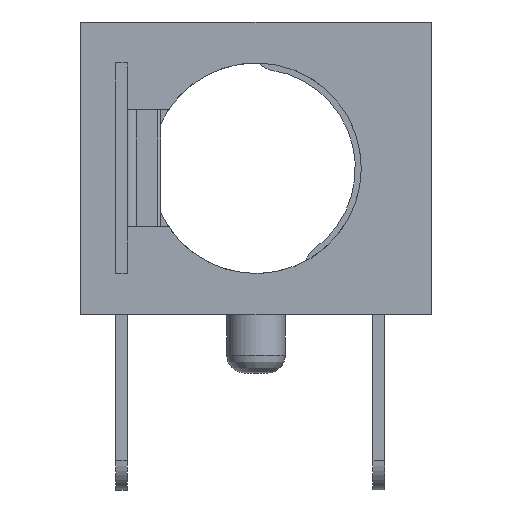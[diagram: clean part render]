
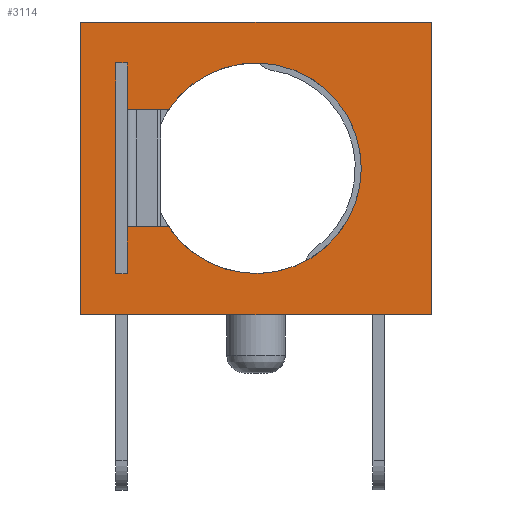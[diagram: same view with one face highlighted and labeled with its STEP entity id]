
A CAD part, front view. The second image highlights one B-rep face of the part: STEP entity #3114.
In plain terms, the highlighted planar face has unit normal (0, -1, 0).
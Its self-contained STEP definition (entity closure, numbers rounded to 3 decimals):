
#24=FACE_BOUND('',#1098,.T.);
#44=PLANE('',#3300);
#167=LINE('',#4568,#534);
#170=LINE('',#4575,#537);
#175=LINE('',#4583,#542);
#182=LINE('',#4596,#549);
#183=LINE('',#4600,#550);
#184=LINE('',#4602,#551);
#185=LINE('',#4604,#552);
#186=LINE('',#4605,#553);
#187=LINE('',#4607,#554);
#188=LINE('',#4609,#555);
#189=LINE('',#4614,#556);
#534=VECTOR('',#3607,10.);
#537=VECTOR('',#3612,10.);
#542=VECTOR('',#3619,10.);
#549=VECTOR('',#3630,10.);
#550=VECTOR('',#3633,10.);
#551=VECTOR('',#3634,10.);
#552=VECTOR('',#3635,10.);
#553=VECTOR('',#3636,10.);
#554=VECTOR('',#3637,10.);
#555=VECTOR('',#3638,10.);
#556=VECTOR('',#3643,10.);
#938=FACE_OUTER_BOUND('',#1097,.T.);
#1097=EDGE_LOOP('',(#2213,#2214,#2215,#2216));
#1098=EDGE_LOOP('',(#2217,#2218,#2219,#2220,#2221,#2222,#2223,#2224,#2225));
#1259=CIRCLE('',#3301,1.8);
#1260=CIRCLE('',#3302,1.8);
#1383=VERTEX_POINT('',#4565);
#1384=VERTEX_POINT('',#4567);
#1385=VERTEX_POINT('',#4571);
#1387=VERTEX_POINT('',#4574);
#1389=VERTEX_POINT('',#4580);
#1394=VERTEX_POINT('',#4598);
#1395=VERTEX_POINT('',#4599);
#1396=VERTEX_POINT('',#4601);
#1397=VERTEX_POINT('',#4603);
#1398=VERTEX_POINT('',#4606);
#1399=VERTEX_POINT('',#4608);
#1400=VERTEX_POINT('',#4610);
#1401=VERTEX_POINT('',#4612);
#1701=EDGE_CURVE('',#1384,#1383,#167,.T.);
#1704=EDGE_CURVE('',#1387,#1385,#170,.T.);
#1709=EDGE_CURVE('',#1389,#1387,#175,.T.);
#1716=EDGE_CURVE('',#1383,#1389,#182,.T.);
#1717=EDGE_CURVE('',#1394,#1395,#183,.T.);
#1718=EDGE_CURVE('',#1394,#1396,#184,.T.);
#1719=EDGE_CURVE('',#1397,#1396,#185,.T.);
#1720=EDGE_CURVE('',#1395,#1397,#186,.T.);
#1721=EDGE_CURVE('',#1398,#1384,#187,.T.);
#1722=EDGE_CURVE('',#1385,#1399,#188,.T.);
#1723=EDGE_CURVE('',#1399,#1400,#1259,.T.);
#1724=EDGE_CURVE('',#1400,#1401,#1260,.T.);
#1725=EDGE_CURVE('',#1401,#1398,#189,.T.);
#2213=ORIENTED_EDGE('',*,*,#1717,.F.);
#2214=ORIENTED_EDGE('',*,*,#1718,.T.);
#2215=ORIENTED_EDGE('',*,*,#1719,.F.);
#2216=ORIENTED_EDGE('',*,*,#1720,.F.);
#2217=ORIENTED_EDGE('',*,*,#1721,.T.);
#2218=ORIENTED_EDGE('',*,*,#1701,.T.);
#2219=ORIENTED_EDGE('',*,*,#1716,.T.);
#2220=ORIENTED_EDGE('',*,*,#1709,.T.);
#2221=ORIENTED_EDGE('',*,*,#1704,.T.);
#2222=ORIENTED_EDGE('',*,*,#1722,.T.);
#2223=ORIENTED_EDGE('',*,*,#1723,.T.);
#2224=ORIENTED_EDGE('',*,*,#1724,.T.);
#2225=ORIENTED_EDGE('',*,*,#1725,.T.);
#3114=ADVANCED_FACE('',(#938,#24),#44,.T.);
#3300=AXIS2_PLACEMENT_3D('',#4597,#3631,#3632);
#3301=AXIS2_PLACEMENT_3D('',#4611,#3639,#3640);
#3302=AXIS2_PLACEMENT_3D('',#4613,#3641,#3642);
#3607=DIRECTION('',(-1.,0.,0.));
#3612=DIRECTION('',(0.,0.,-1.));
#3619=DIRECTION('',(1.,0.,0.));
#3630=DIRECTION('',(0.,0.,1.));
#3631=DIRECTION('center_axis',(0.,-1.,0.));
#3632=DIRECTION('ref_axis',(1.,0.,0.));
#3633=DIRECTION('',(-1.,0.,0.));
#3634=DIRECTION('',(0.,0.,1.));
#3635=DIRECTION('',(1.,0.,0.));
#3636=DIRECTION('',(0.,0.,1.));
#3637=DIRECTION('',(0.,0.,-1.));
#3638=DIRECTION('',(1.,0.,0.));
#3639=DIRECTION('center_axis',(0.,1.,0.));
#3640=DIRECTION('ref_axis',(-1.,0.,0.));
#3641=DIRECTION('center_axis',(0.,1.,0.));
#3642=DIRECTION('ref_axis',(-1.,0.,0.));
#3643=DIRECTION('',(-1.,0.,0.));
#4565=CARTESIAN_POINT('',(-2.4,-4.05,0.7));
#4567=CARTESIAN_POINT('',(-2.2,-4.05,0.7));
#4568=CARTESIAN_POINT('',(-2.7,-4.05,0.7));
#4571=CARTESIAN_POINT('',(-2.2,-4.05,3.5));
#4574=CARTESIAN_POINT('',(-2.2,-4.05,4.3));
#4575=CARTESIAN_POINT('',(-2.2,-4.05,1.25));
#4580=CARTESIAN_POINT('',(-2.4,-4.05,4.3));
#4583=CARTESIAN_POINT('',(-2.7,-4.05,4.3));
#4596=CARTESIAN_POINT('',(-2.4,-4.05,1.25));
#4597=CARTESIAN_POINT('Origin',(-3.,-4.05,0.));
#4598=CARTESIAN_POINT('',(3.,-4.05,0.));
#4599=CARTESIAN_POINT('',(-3.,-4.05,0.));
#4600=CARTESIAN_POINT('',(3.,-4.05,0.));
#4601=CARTESIAN_POINT('',(3.,-4.05,5.));
#4602=CARTESIAN_POINT('',(3.,-4.05,0.));
#4603=CARTESIAN_POINT('',(-3.,-4.05,5.));
#4604=CARTESIAN_POINT('',(3.,-4.05,5.));
#4605=CARTESIAN_POINT('',(-3.,-4.05,0.));
#4606=CARTESIAN_POINT('',(-2.2,-4.05,1.5));
#4607=CARTESIAN_POINT('',(-2.2,-4.05,1.25));
#4608=CARTESIAN_POINT('',(-1.497,-4.05,3.5));
#4609=CARTESIAN_POINT('',(-2.7,-4.05,3.5));
#4610=CARTESIAN_POINT('',(1.8,-4.05,2.5));
#4611=CARTESIAN_POINT('Origin',(0.,-4.05,2.5));
#4612=CARTESIAN_POINT('',(-1.497,-4.05,1.5));
#4613=CARTESIAN_POINT('Origin',(0.,-4.05,2.5));
#4614=CARTESIAN_POINT('',(-2.7,-4.05,1.5));
